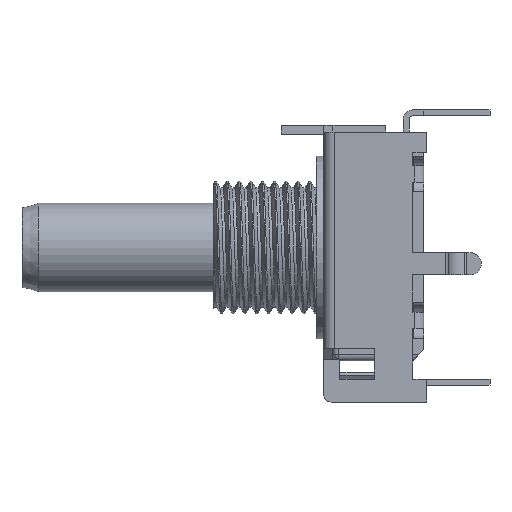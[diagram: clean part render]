
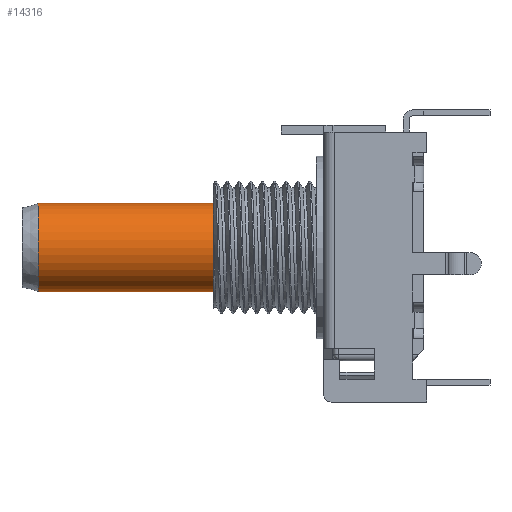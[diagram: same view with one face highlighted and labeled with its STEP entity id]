
A CAD part, left-side view. The second image highlights one B-rep face of the part: STEP entity #14316.
In plain terms, the highlighted cylindrical face has radius 3 mm (diameter 6 mm), a partial arc.
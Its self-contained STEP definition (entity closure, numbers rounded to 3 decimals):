
#36 = EDGE_CURVE ( 'NONE', #16195, #14724, #1427, .T. ) ;
#1322 = CARTESIAN_POINT ( 'NONE',  ( 0., 55.985, 1.1 ) ) ;
#1427 = LINE ( 'NONE', #14442, #7272 ) ;
#1547 = VERTEX_POINT ( 'NONE', #14839 ) ;
#2544 = CARTESIAN_POINT ( 'NONE',  ( 0., 26.38, 4.1 ) ) ;
#3844 = ORIENTED_EDGE ( 'NONE', *, *, #14809, .T. ) ;
#4280 = DIRECTION ( 'NONE',  ( 0., 0., -1. ) ) ;
#5885 = ORIENTED_EDGE ( 'NONE', *, *, #36, .F. ) ;
#6265 = AXIS2_PLACEMENT_3D ( 'NONE', #15247, #13581, #7823 ) ;
#7149 = CYLINDRICAL_SURFACE ( 'NONE', #16369, 3. ) ;
#7272 = VECTOR ( 'NONE', #13513, 1000. ) ;
#7735 = EDGE_CURVE ( 'NONE', #16195, #9713, #11726, .T. ) ;
#7823 = DIRECTION ( 'NONE',  ( 0., 0., -1. ) ) ;
#8436 = FACE_OUTER_BOUND ( 'NONE', #12391, .T. ) ;
#8511 = CARTESIAN_POINT ( 'NONE',  ( 0., 26.38, -1.9 ) ) ;
#8625 = DIRECTION ( 'NONE',  ( 0., 0., -1. ) ) ;
#8629 = AXIS2_PLACEMENT_3D ( 'NONE', #11707, #9965, #4280 ) ;
#8947 = CARTESIAN_POINT ( 'NONE',  ( 0., 55.985, -1.9 ) ) ;
#9713 = VERTEX_POINT ( 'NONE', #8511 ) ;
#9965 = DIRECTION ( 'NONE',  ( 0., -1., 0. ) ) ;
#11707 = CARTESIAN_POINT ( 'NONE',  ( 0., 26.38, 1.1 ) ) ;
#11726 = CIRCLE ( 'NONE', #8629, 3. ) ;
#12259 = EDGE_CURVE ( 'NONE', #1547, #14724, #17179, .T. ) ;
#12391 = EDGE_LOOP ( 'NONE', ( #5885, #18637, #3844, #14390 ) ) ;
#13513 = DIRECTION ( 'NONE',  ( 0., -1., 0. ) ) ;
#13581 = DIRECTION ( 'NONE',  ( 0., 1., 0. ) ) ;
#14316 = ADVANCED_FACE ( 'NONE', ( #8436 ), #7149, .T. ) ;
#14390 = ORIENTED_EDGE ( 'NONE', *, *, #12259, .T. ) ;
#14442 = CARTESIAN_POINT ( 'NONE',  ( 0., 55.985, 4.1 ) ) ;
#14724 = VERTEX_POINT ( 'NONE', #17354 ) ;
#14809 = EDGE_CURVE ( 'NONE', #9713, #1547, #16360, .T. ) ;
#14839 = CARTESIAN_POINT ( 'NONE',  ( 0., 14.5, -1.9 ) ) ;
#15197 = DIRECTION ( 'NONE',  ( 0., -1., 0. ) ) ;
#15247 = CARTESIAN_POINT ( 'NONE',  ( 0., 14.5, 1.1 ) ) ;
#16195 = VERTEX_POINT ( 'NONE', #2544 ) ;
#16360 = LINE ( 'NONE', #8947, #19261 ) ;
#16369 = AXIS2_PLACEMENT_3D ( 'NONE', #1322, #17679, #8625 ) ;
#17179 = CIRCLE ( 'NONE', #6265, 3. ) ;
#17354 = CARTESIAN_POINT ( 'NONE',  ( 0., 14.5, 4.1 ) ) ;
#17679 = DIRECTION ( 'NONE',  ( 0., -1., 0. ) ) ;
#18637 = ORIENTED_EDGE ( 'NONE', *, *, #7735, .T. ) ;
#19261 = VECTOR ( 'NONE', #15197, 1000. ) ;
